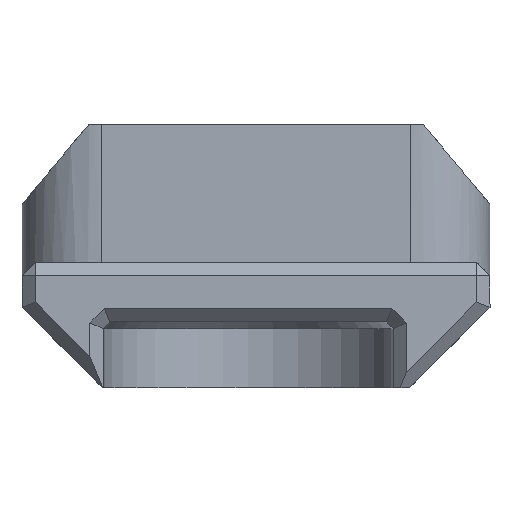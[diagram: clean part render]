
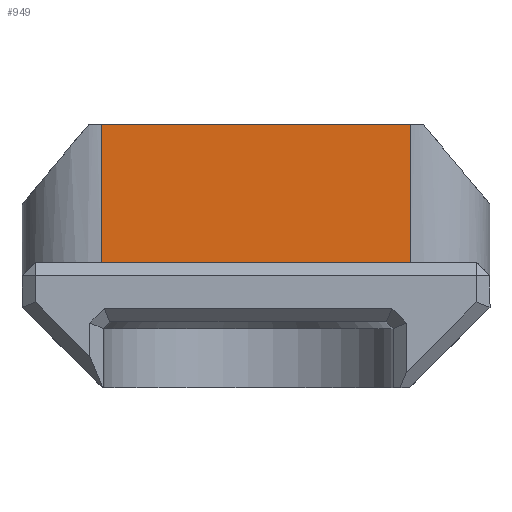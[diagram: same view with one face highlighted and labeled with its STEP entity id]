
A CAD part, left-side view. The second image highlights one B-rep face of the part: STEP entity #949.
In plain terms, the highlighted planar face has unit normal (-1, 0, 0).
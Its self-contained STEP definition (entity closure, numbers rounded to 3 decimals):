
#174=ORIENTED_EDGE('',*,*,#370,.T.);
#175=ORIENTED_EDGE('',*,*,#418,.T.);
#176=ORIENTED_EDGE('',*,*,#417,.F.);
#177=ORIENTED_EDGE('',*,*,#419,.T.);
#370=EDGE_CURVE('',#501,#500,#585,.T.);
#417=EDGE_CURVE('',#534,#529,#623,.T.);
#418=EDGE_CURVE('',#500,#529,#624,.T.);
#419=EDGE_CURVE('',#534,#501,#625,.T.);
#500=VERTEX_POINT('',#1437);
#501=VERTEX_POINT('',#1439);
#529=VERTEX_POINT('',#1518);
#534=VERTEX_POINT('',#1527);
#585=LINE('',#1438,#699);
#623=LINE('',#1528,#737);
#624=LINE('',#1530,#738);
#625=LINE('',#1531,#739);
#699=VECTOR('',#1146,1000.);
#737=VECTOR('',#1220,1000.);
#738=VECTOR('',#1223,1000.);
#739=VECTOR('',#1224,1000.);
#792=EDGE_LOOP('',(#174,#175,#176,#177));
#849=FACE_BOUND('',#792,.T.);
#903=PLANE('',#1032);
#949=ADVANCED_FACE('',(#849),#903,.T.);
#1032=AXIS2_PLACEMENT_3D('',#1529,#1221,#1222);
#1146=DIRECTION('',(0.,1.,0.));
#1220=DIRECTION('',(0.,1.,0.));
#1221=DIRECTION('',(-1.,0.,0.));
#1222=DIRECTION('',(0.,-1.,0.));
#1223=DIRECTION('',(0.,0.,-1.));
#1224=DIRECTION('',(0.,0.,1.));
#1437=CARTESIAN_POINT('',(91.85,5.875,0.));
#1438=CARTESIAN_POINT('',(91.85,-6.5,0.));
#1439=CARTESIAN_POINT('',(91.85,-5.875,0.));
#1518=CARTESIAN_POINT('',(91.85,5.875,-5.25));
#1527=CARTESIAN_POINT('',(91.85,-5.875,-5.25));
#1528=CARTESIAN_POINT('',(91.85,-9.,-5.25));
#1529=CARTESIAN_POINT('',(91.85,0.,-5.));
#1530=CARTESIAN_POINT('',(91.85,5.875,-5.));
#1531=CARTESIAN_POINT('',(91.85,-5.875,-2.655));
